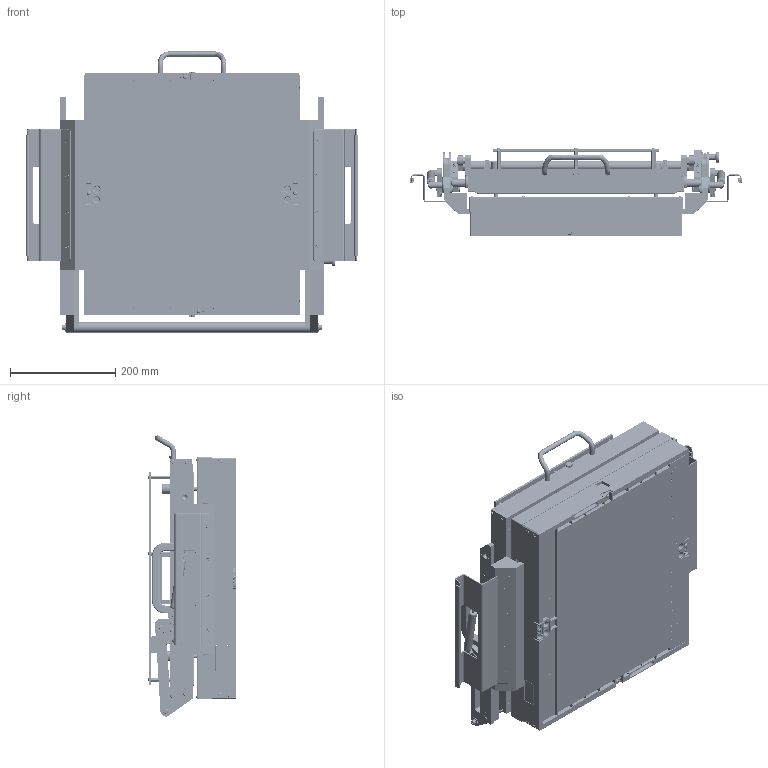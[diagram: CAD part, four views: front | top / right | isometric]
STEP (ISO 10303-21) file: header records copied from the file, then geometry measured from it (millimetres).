
FILE_DESCRIPTION (( 'STEP AP214' ), '1' );
FILE_NAME ('INGUN_115121.STEP', '2023-12-05T09:48:22', ( '' ), ( '' ), 'SwSTEP 2.0', 'SolidWorks 2021', '' );
FILE_SCHEMA (( 'AUTOMOTIVE_DESIGN' ));
Length unit declared in the file: millimetre
Products named in the file (114): 14671_001~0_KUNDE<Standard>; 8577~1; 18680~0; 114901~1_S; 16528~2_S; 17372~0; K_124594~0_S; 17377~1; DIN6325~n_04,0m6x020; 4911~2_KUNDE<Standard>; DIN7991~n_M04,0x016; 18175~2; DIN912~n_M05,0x016; 17977~0; 115128~0_S; DIN912~n_M04,0x008; 115127~0_S; 17379~1; ISO7380~n_M04,0x016; INGUN_115121; DIN6325~n_04,0m6x012; 2512~0; 115125~0; 4470~0; 115343~0_S; 54912~0_S; 18021~2; 17374~0; 17382~1; 114854~0_S; 13366~0; 115342~0_S; 115124~0_S; 115119~0_S; 115389~0_S; 18025~0; 54920~0_S; DIN125~n_05,3 M05,0 Fase; 38786~1; DIN7991~n_M04,0x012 ...
Assembly tree (359 placements, depth 5):
  INGUN_115121
    115126~0_KUNDE<S>
      114854~0_S  x2
        114851~0
        DIN6325~n_03,0m6x020
      115127~0_S
        115128~0_S
        DIN6325~n_03,0m6x020
      115129~0_S
        115130~0_S
        DIN6325~n_03,0m6x020
      14671~0_KUNDE<Standard>
        14671_001~0_KUNDE<Standard>
        14671_002~0  x2
        14671_003~0  x4
        14671_004~0  x4
      114901~1_S  x2
      DIN912~n_M04,0x012  x8
      ISO7380~n_M04,0x016  x4
      18174~3
      18175~2
      115389~0_S  x2
        115119~0_S
        115387~0_S
          K_124594~0_S
        DIN7991~n_M04,0x010
      DIN7991~n_M04,0x016  x6
    115122~0_KUNDE<S>
      115124~0_S
        115125~0
        114946~0_S  x2
      115123~0_S
      4911~2_KUNDE<Standard>
      115135~0
      2229~6  x6
      2196~6  x3
      2579~0  x9
      ISO7380~n_M03,0x005  x7
      DIN6325~n_04,0m6x008  x6
      1571~2  x3
      DIN7991~n_M04,0x016  x4
      DIN912~n_M04,0x012  x11
      INFO_4562~1_Typenschild 1010
    31291~1_KUNDE<S>
      17974~12_KUNDE<Standard>
        17975~4
        17976~4
        17977~0
        17978~0
        115343~0_S
        2512~0
          2512_2~0
          2512_1~0
        17385~1  x2
        17379~1  x2
        17691~0  x4
        16110~0  x2
        17536~0  x4
        18406~1  x2
        17382~1  x2
Bounding box: 630.76 x 166.77 x 534.2 mm (x, y, z)
Volume: 12369346.2 mm3; surface area: 3344635.3 mm2
Topology: 357 solids, 360 shells, 11551 faces, 27934 edges, 17539 vertices
Faces by surface type: cylinder 5592, plane 3276, cone 1448, bspline 527, torus 400, sphere 308
Entity records: 199267 total; most frequent: CARTESIAN_POINT 56499, DIRECTION 27272, ORIENTED_EDGE 25258, EDGE_CURVE 12629, AXIS2_PLACEMENT_3D 10447, VERTEX_POINT 8058, LINE 6378, VECTOR 6378
